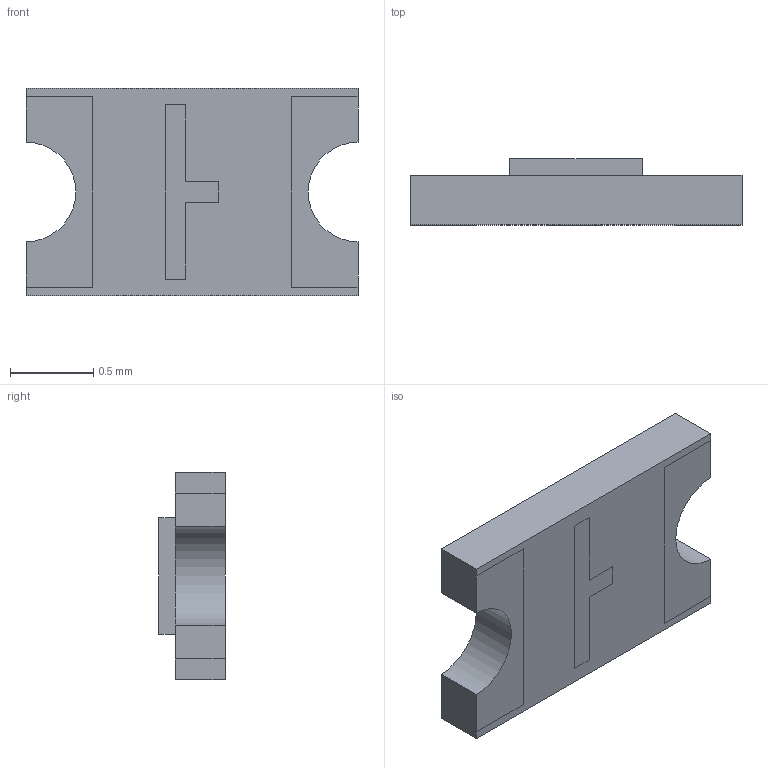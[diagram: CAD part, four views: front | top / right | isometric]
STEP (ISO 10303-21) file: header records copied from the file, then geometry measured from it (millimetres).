
FILE_DESCRIPTION (( 'STEP AP214' ), '1' );
FILE_NAME ('LED 0805 Base YELLOW.STEP', '2015-11-25T05:14:47', ( '' ), ( '' ), 'SwSTEP 2.0', 'SolidWorks 2015', '' );
FILE_SCHEMA (( 'AUTOMOTIVE_DESIGN' ));
Length unit declared in the file: millimetre
Products named in the file (1): LED 0805 Base YELLOW
Bounding box: 2 x 0.4 x 1.25 mm (x, y, z)
Volume: 0.7 mm3; surface area: 8 mm2
Topology: 2 solids, 2 shells, 25 faces, 72 edges, 52 vertices
Faces by surface type: plane 23, cylinder 2
Entity records: 990 total; most frequent: CARTESIAN_POINT 150, ORIENTED_EDGE 144, DIRECTION 128, EDGE_CURVE 72, VECTOR 68, LINE 68, VERTEX_POINT 52, AXIS2_PLACEMENT_3D 30
